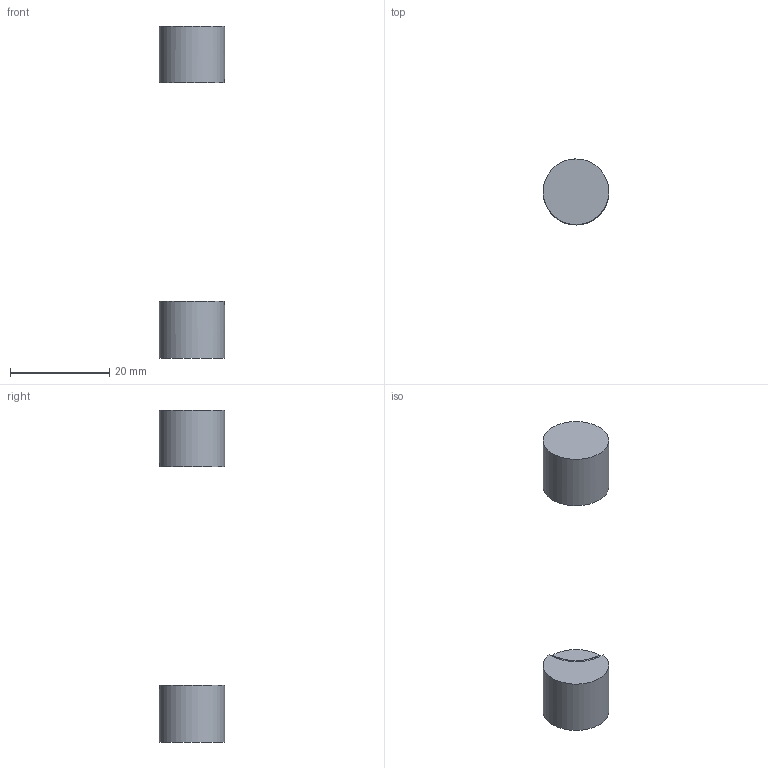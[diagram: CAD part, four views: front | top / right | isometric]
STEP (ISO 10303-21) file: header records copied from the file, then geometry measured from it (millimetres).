
FILE_DESCRIPTION(/* description */ ('STEP AP203'),/* implementation_level */ '2;1');
FILE_NAME(/* name */ 'arm-hinge-axel-x2 v3.step',/* time_stamp */ '2025-06-13T17:14:25-07:00',/* author */ (''),/* organization */ (''),/* preprocessor_version */ 'ST-DEVELOPER v20.1',/* originating_system */ 'Autodesk Translation Framework v14.10.0.0',/* authorisation */ '');
FILE_SCHEMA (('AUTOMOTIVE_DESIGN { 1 0 10303 214 3 1 1 }'));
Length unit declared in the file: millimetre
Products named in the file (1): arm-hinge-axel-x2
Bounding box: 13.2 x 13.2 x 66.8 mm (x, y, z)
Volume: 3062.6 mm3; surface area: 1488 mm2
Topology: 2 solids, 2 shells, 16 faces, 30 edges, 18 vertices
Faces by surface type: cylinder 8, plane 6, torus 2
Full cylindrical faces by diameter (mm): 13.2 x2
Entity records: 483 total; most frequent: CARTESIAN_POINT 147, DIRECTION 68, ORIENTED_EDGE 60, AXIS2_PLACEMENT_3D 31, EDGE_CURVE 30, VERTEX_POINT 18, FACE_OUTER_BOUND 16, EDGE_LOOP 16
